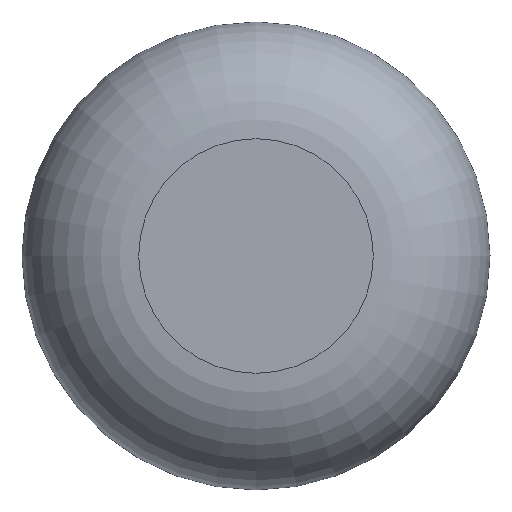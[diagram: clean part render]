
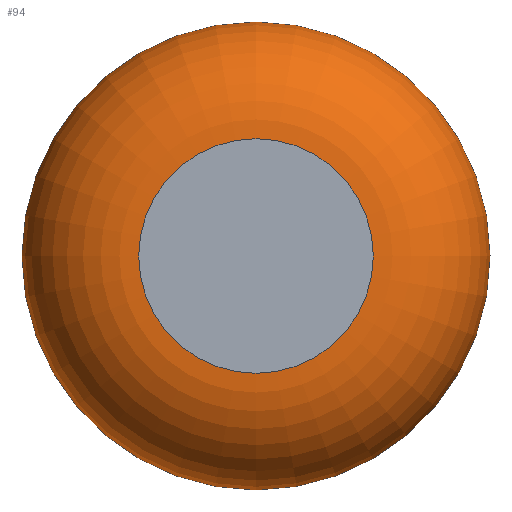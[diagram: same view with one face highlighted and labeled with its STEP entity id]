
A CAD part, left-side view. The second image highlights one B-rep face of the part: STEP entity #94.
In plain terms, the highlighted toroidal (fillet/blend) face has major radius 10.014 mm and minor radius 10 mm.
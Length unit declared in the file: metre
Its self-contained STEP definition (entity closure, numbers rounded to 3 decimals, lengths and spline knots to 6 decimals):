
#94 = ADVANCED_FACE( '', ( #207, #208, #209 ), #210, .T. );
#207 = FACE_BOUND( '', #324, .T. );
#208 = FACE_OUTER_BOUND( '', #325, .T. );
#209 = FACE_OUTER_BOUND( '', #326, .T. );
#210 = TOROIDAL_SURFACE( '', #327, 0.010014, 0.01 );
#324 = VERTEX_LOOP( '', #529 );
#325 = EDGE_LOOP( '', ( #530 ) );
#326 = EDGE_LOOP( '', ( #531 ) );
#327 = AXIS2_PLACEMENT_3D( '', #532, #533, #534 );
#529 = VERTEX_POINT( '', #601 );
#530 = ORIENTED_EDGE( '', *, *, #577, .T. );
#531 = ORIENTED_EDGE( '', *, *, #584, .F. );
#532 = CARTESIAN_POINT( '', ( -0.103, 0., 0. ) );
#533 = DIRECTION( '', ( 1., 0., 0. ) );
#534 = DIRECTION( '', ( 0., 0., 1. ) );
#577 = EDGE_CURVE( '', #645, #645, #646, .T. );
#584 = EDGE_CURVE( '', #655, #655, #656, .T. );
#601 = CARTESIAN_POINT( '', ( -0.103, 0., 0.020014 ) );
#645 = VERTEX_POINT( '', #721 );
#646 = CIRCLE( '', #722, 0.010014 );
#655 = VERTEX_POINT( '', #731 );
#656 = CIRCLE( '', #732, 0.019507 );
#721 = CARTESIAN_POINT( '', ( -0.113, 0., 0.010014 ) );
#722 = AXIS2_PLACEMENT_3D( '', #802, #803, #804 );
#731 = CARTESIAN_POINT( '', ( -0.099855, 0., 0.019507 ) );
#732 = AXIS2_PLACEMENT_3D( '', #811, #812, #813 );
#802 = CARTESIAN_POINT( '', ( -0.113, 0., 0. ) );
#803 = DIRECTION( '', ( 1., 0., 0. ) );
#804 = DIRECTION( '', ( 0., 0., 1. ) );
#811 = CARTESIAN_POINT( '', ( -0.099855, 0., 0. ) );
#812 = DIRECTION( '', ( 1., 0., 0. ) );
#813 = DIRECTION( '', ( 0., 0., 1. ) );
